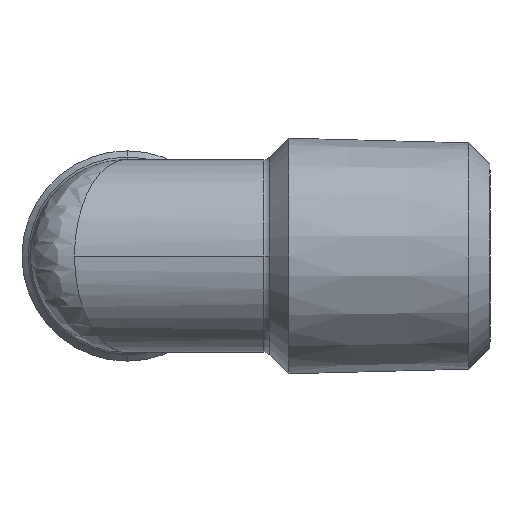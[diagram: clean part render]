
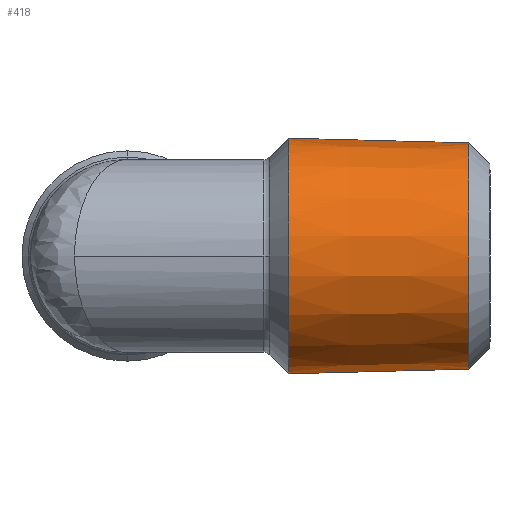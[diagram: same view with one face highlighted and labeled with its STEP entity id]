
A CAD part, left-side view. The second image highlights one B-rep face of the part: STEP entity #418.
In plain terms, the highlighted conical face has half-angle 1.47 degrees and reference radius 6.732 mm.
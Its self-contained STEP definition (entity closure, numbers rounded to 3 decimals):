
#107 = VERTEX_POINT ( 'NONE', #822 ) ;
#108 = VERTEX_POINT ( 'NONE', #821 ) ;
#110 = EDGE_CURVE ( 'NONE', #107, #111, #828, .T. ) ;
#111 = VERTEX_POINT ( 'NONE', #820 ) ;
#114 = VERTEX_POINT ( 'NONE', #893 ) ;
#116 = EDGE_CURVE ( 'NONE', #108, #114, #892, .T. ) ;
#192 = EDGE_CURVE ( 'NONE', #114, #111, #956, .T. ) ;
#417 = EDGE_CURVE ( 'NONE', #108, #107, #1436, .T. ) ;
#418 = ADVANCED_FACE ( 'NONE', ( #1419 ), #1457, .T. ) ;
#419 = EDGE_LOOP ( 'NONE', ( #420, #421, #422, #423 ) ) ;
#420 = ORIENTED_EDGE ( 'NONE', *, *, #110, .F. ) ;
#421 = ORIENTED_EDGE ( 'NONE', *, *, #417, .F. ) ;
#422 = ORIENTED_EDGE ( 'NONE', *, *, #116, .T. ) ;
#423 = ORIENTED_EDGE ( 'NONE', *, *, #192, .T. ) ;
#820 = CARTESIAN_POINT ( 'NONE',  ( 0., -9.219, -6.719 ) ) ;
#821 = CARTESIAN_POINT ( 'NONE',  ( 0., -19.5, 6.455 ) ) ;
#822 = CARTESIAN_POINT ( 'NONE',  ( 0., -19.5, -6.455 ) ) ;
#825 = DIRECTION ( 'NONE',  ( 0., 1., -0.026 ) ) ;
#826 = VECTOR ( 'NONE', #825, 1000. ) ;
#827 = CARTESIAN_POINT ( 'NONE',  ( 0., -8.7, -6.732 ) ) ;
#828 = LINE ( 'NONE', #827, #826 ) ;
#889 = DIRECTION ( 'NONE',  ( 0., 1., 0.026 ) ) ;
#890 = VECTOR ( 'NONE', #889, 1000. ) ;
#891 = CARTESIAN_POINT ( 'NONE',  ( 0., -8.7, 6.732 ) ) ;
#892 = LINE ( 'NONE', #891, #890 ) ;
#893 = CARTESIAN_POINT ( 'NONE',  ( 0., -9.219, 6.719 ) ) ;
#953 = DIRECTION ( 'NONE',  ( 0., -1., 0. ) ) ;
#954 = CARTESIAN_POINT ( 'NONE',  ( 0., -9.219, 0. ) ) ;
#955 = AXIS2_PLACEMENT_3D ( 'NONE', #954, #953, #998 ) ;
#956 = CIRCLE ( 'NONE', #955, 6.719 ) ;
#998 = DIRECTION ( 'NONE',  ( 0., 0., 1. ) ) ;
#1419 = FACE_OUTER_BOUND ( 'NONE', #419, .T. ) ;
#1420 = DIRECTION ( 'NONE',  ( 0., -1., 0. ) ) ;
#1422 = AXIS2_PLACEMENT_3D ( 'NONE', #1430, #1420, #1441 ) ;
#1424 = CARTESIAN_POINT ( 'NONE',  ( 0., -8.7, 0. ) ) ;
#1430 = CARTESIAN_POINT ( 'NONE',  ( 0., -19.5, 0. ) ) ;
#1431 = AXIS2_PLACEMENT_3D ( 'NONE', #1424, #1456, #1435 ) ;
#1435 = DIRECTION ( 'NONE',  ( 0., 0., 1. ) ) ;
#1436 = CIRCLE ( 'NONE', #1422, 6.455 ) ;
#1441 = DIRECTION ( 'NONE',  ( 0., 0., -1. ) ) ;
#1456 = DIRECTION ( 'NONE',  ( 0., 1., 0. ) ) ;
#1457 = CONICAL_SURFACE ( 'NONE', #1431, 6.732, 0.026 ) ;
